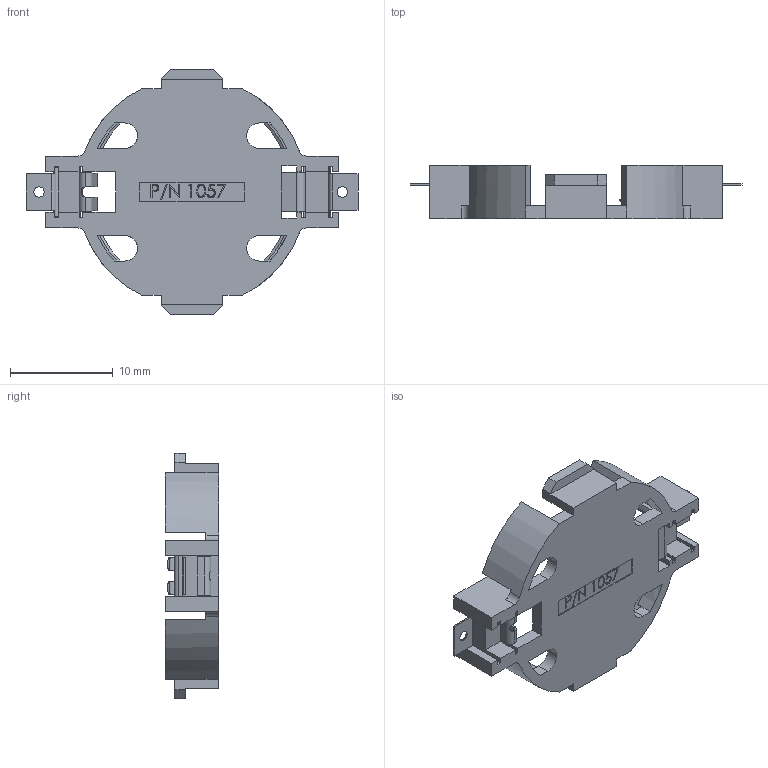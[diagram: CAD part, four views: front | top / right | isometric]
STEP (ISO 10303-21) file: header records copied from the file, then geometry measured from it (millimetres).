
FILE_DESCRIPTION (( 'STEP AP214' ), '1' );
FILE_NAME ('1057TR.STEP', '2013-08-12T15:32:52', ( '' ), ( '' ), 'SwSTEP 2.0', 'SolidWorks 2013', '' );
FILE_SCHEMA (( 'AUTOMOTIVE_DESIGN' ));
Length unit declared in the file: inch
Products named in the file (1): 1057TR
Bounding box: 32.3 x 5.21 x 23.93 mm (x, y, z)
Volume: 732.6 mm3; surface area: 1812.4 mm2
Topology: 3 solids, 3 shells, 516 faces, 1432 edges, 944 vertices
Faces by surface type: plane 350, bspline 82, cylinder 76, cone 8
Entity records: 27458 total; most frequent: CARTESIAN_POINT 7859, ORIENTED_EDGE 2864, DIRECTION 2324, EDGE_CURVE 1432, LINE 1070, VECTOR 1070, VERTEX_POINT 944, AXIS2_PLACEMENT_3D 627
